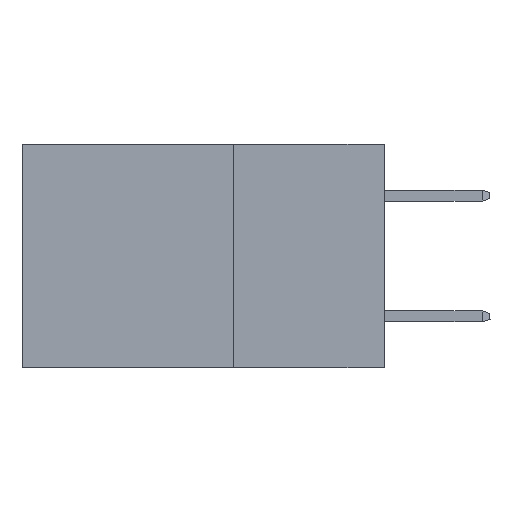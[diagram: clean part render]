
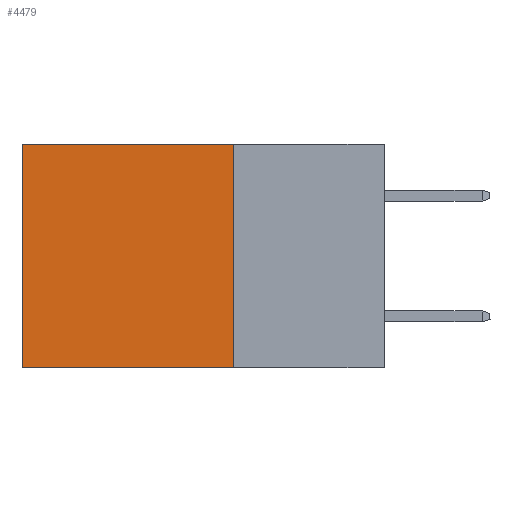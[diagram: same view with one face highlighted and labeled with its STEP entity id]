
A CAD part, left-side view. The second image highlights one B-rep face of the part: STEP entity #4479.
In plain terms, the highlighted planar face has unit normal (-1, 0, 0).
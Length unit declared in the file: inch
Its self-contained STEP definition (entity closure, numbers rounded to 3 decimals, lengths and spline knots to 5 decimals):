
#466 = VERTEX_POINT ( 'NONE', #22844 ) ;
#593 = VERTEX_POINT ( 'NONE', #12731 ) ;
#635 = EDGE_CURVE ( 'NONE', #593, #13623, #10903, .T. ) ;
#1382 = DIRECTION ( 'NONE',  ( 1., 0., 0. ) ) ;
#2105 = CARTESIAN_POINT ( 'NONE',  ( 0.298, 0.6, -0.37 ) ) ;
#2140 = EDGE_CURVE ( 'NONE', #14538, #13623, #16603, .T. ) ;
#3041 = DIRECTION ( 'NONE',  ( 0., 0., -1. ) ) ;
#3260 = PLANE ( 'NONE',  #11716 ) ;
#3712 = ORIENTED_EDGE ( 'NONE', *, *, #12473, .T. ) ;
#4479 = ADVANCED_FACE ( 'NONE', ( #18201 ), #3260, .F. ) ;
#4580 = EDGE_LOOP ( 'NONE', ( #19494, #12891, #7315, #3712 ) ) ;
#7210 = VECTOR ( 'NONE', #12316, 39.37008 ) ;
#7315 = ORIENTED_EDGE ( 'NONE', *, *, #14273, .F. ) ;
#7536 = DIRECTION ( 'NONE',  ( 0., 1., 0. ) ) ;
#9272 = VECTOR ( 'NONE', #7536, 39.37008 ) ;
#9557 = LINE ( 'NONE', #21552, #9272 ) ;
#9652 = CARTESIAN_POINT ( 'NONE',  ( 0.298, 0.25, 0. ) ) ;
#10903 = LINE ( 'NONE', #15026, #13646 ) ;
#11344 = DIRECTION ( 'NONE',  ( 0., 0., -1. ) ) ;
#11716 = AXIS2_PLACEMENT_3D ( 'NONE', #15770, #1382, #22615 ) ;
#12316 = DIRECTION ( 'NONE',  ( 0., 1., 0. ) ) ;
#12473 = EDGE_CURVE ( 'NONE', #466, #593, #9557, .T. ) ;
#12731 = CARTESIAN_POINT ( 'NONE',  ( 0.298, 0.6, 0. ) ) ;
#12891 = ORIENTED_EDGE ( 'NONE', *, *, #2140, .F. ) ;
#13623 = VERTEX_POINT ( 'NONE', #2105 ) ;
#13646 = VECTOR ( 'NONE', #11344, 39.37008 ) ;
#14273 = EDGE_CURVE ( 'NONE', #466, #14538, #22694, .T. ) ;
#14538 = VERTEX_POINT ( 'NONE', #15790 ) ;
#15026 = CARTESIAN_POINT ( 'NONE',  ( 0.298, 0.6, 0. ) ) ;
#15770 = CARTESIAN_POINT ( 'NONE',  ( 0.298, 0.25, 0. ) ) ;
#15790 = CARTESIAN_POINT ( 'NONE',  ( 0.298, 0.25, -0.37 ) ) ;
#16603 = LINE ( 'NONE', #19673, #7210 ) ;
#18201 = FACE_OUTER_BOUND ( 'NONE', #4580, .T. ) ;
#19494 = ORIENTED_EDGE ( 'NONE', *, *, #635, .T. ) ;
#19673 = CARTESIAN_POINT ( 'NONE',  ( 0.298, 0.25, -0.37 ) ) ;
#20200 = VECTOR ( 'NONE', #3041, 39.37008 ) ;
#21552 = CARTESIAN_POINT ( 'NONE',  ( 0.298, 0.25, 0. ) ) ;
#22615 = DIRECTION ( 'NONE',  ( 0., 0., -1. ) ) ;
#22694 = LINE ( 'NONE', #9652, #20200 ) ;
#22844 = CARTESIAN_POINT ( 'NONE',  ( 0.298, 0.25, 0. ) ) ;
